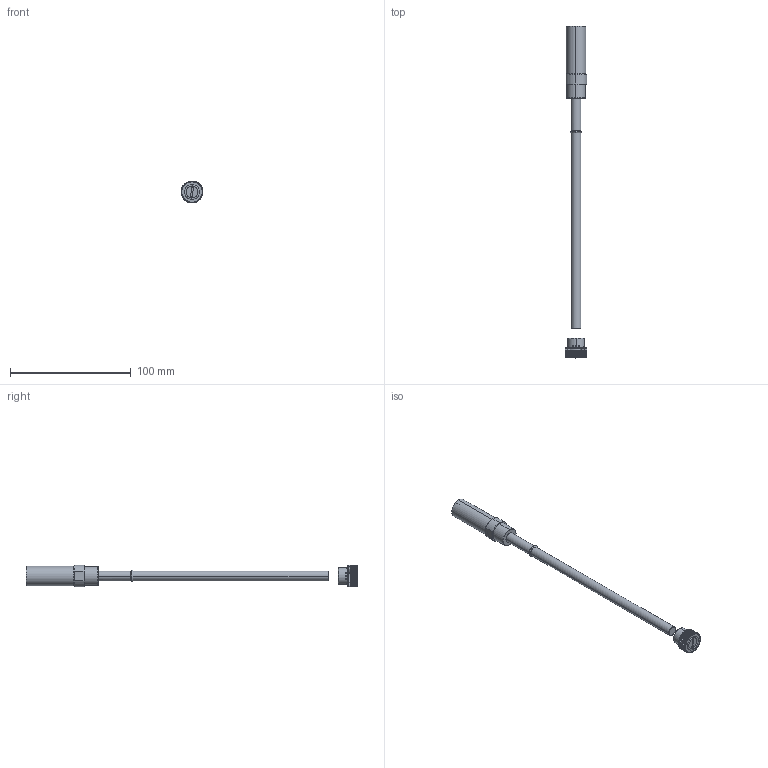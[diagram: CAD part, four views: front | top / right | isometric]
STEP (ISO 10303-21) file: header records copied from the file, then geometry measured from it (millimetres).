
FILE_DESCRIPTION (( 'STEP AP214' ), '1' );
FILE_NAME ('PS122250.STEP', '2020-11-13T08:46:55', ( '' ), ( '' ), 'SwSTEP 2.0', 'SolidWorks 2019', '' );
FILE_SCHEMA (( 'AUTOMOTIVE_DESIGN' ));
Length unit declared in the file: millimetre
Products named in the file (9): 9VP080220; 9TG081518; 9PS122000; 3JT5X1.5X8; 8PS164812; 9TP081416; 8VP080220; 9PS164008; PS122250
Assembly tree (8 placements, depth 3):
  PS122250
    9VP080220
      8VP080220
      3JT5X1.5X8
    9TP081416
    9PS122000
      8PS164812
      9PS164008
      9TG081518
Bounding box: 18 x 274.48 x 18 mm (x, y, z)
Volume: 24207.1 mm3; surface area: 16614 mm2
Topology: 8 solids, 8 shells, 521 faces, 1436 edges, 942 vertices
Faces by surface type: plane 192, cone 151, cylinder 135, torus 31, bspline 12
Entity records: 17770 total; most frequent: CARTESIAN_POINT 4206, ORIENTED_EDGE 2872, DIRECTION 2618, EDGE_CURVE 1436, AXIS2_PLACEMENT_3D 988, VERTEX_POINT 942, VECTOR 642, LINE 642
